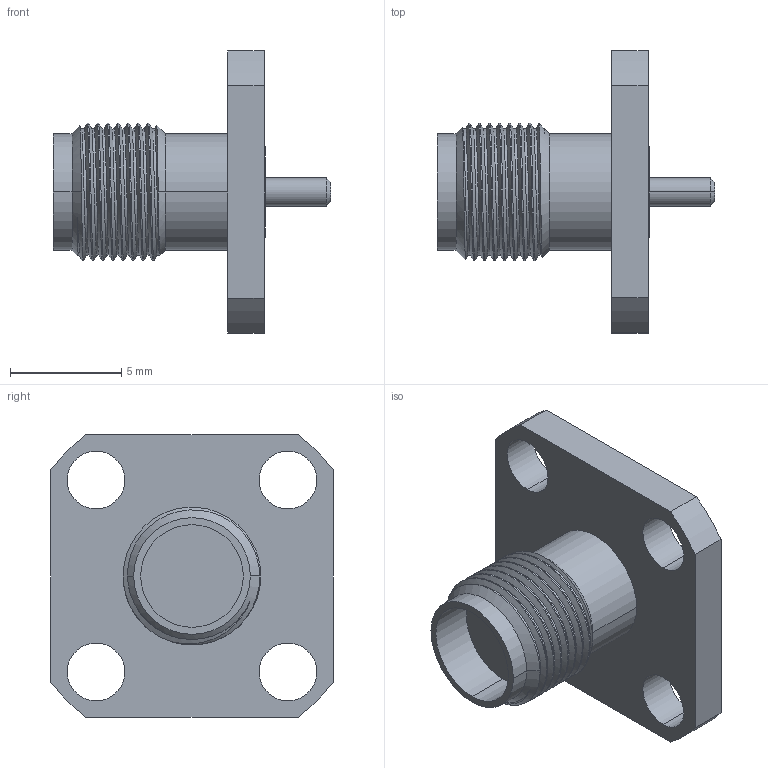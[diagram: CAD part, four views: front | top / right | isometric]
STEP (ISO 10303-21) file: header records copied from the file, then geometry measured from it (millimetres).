
FILE_DESCRIPTION (( 'STEP AP214' ), '1' );
FILE_NAME ('FMCN45931_3D.step', '2023-08-18T22:53:37', ( '' ), ( '' ), 'SwSTEP 2.0', 'SolidWorks 2022', '' );
FILE_SCHEMA (( 'AUTOMOTIVE_DESIGN' ));
Length unit declared in the file: millimetre
Products named in the file (1): FMCN45931_3D
Bounding box: 12.5 x 12.7 x 12.7 mm (x, y, z)
Volume: 387.9 mm3; surface area: 630 mm2
Topology: 2 solids, 2 shells, 79 faces, 189 edges, 124 vertices
Faces by surface type: cylinder 51, plane 18, cone 7, bspline 3
Entity records: 3812 total; most frequent: CARTESIAN_POINT 1973, ORIENTED_EDGE 378, DIRECTION 371, EDGE_CURVE 189, AXIS2_PLACEMENT_3D 151, VERTEX_POINT 124, EDGE_LOOP 97, ADVANCED_FACE 79
